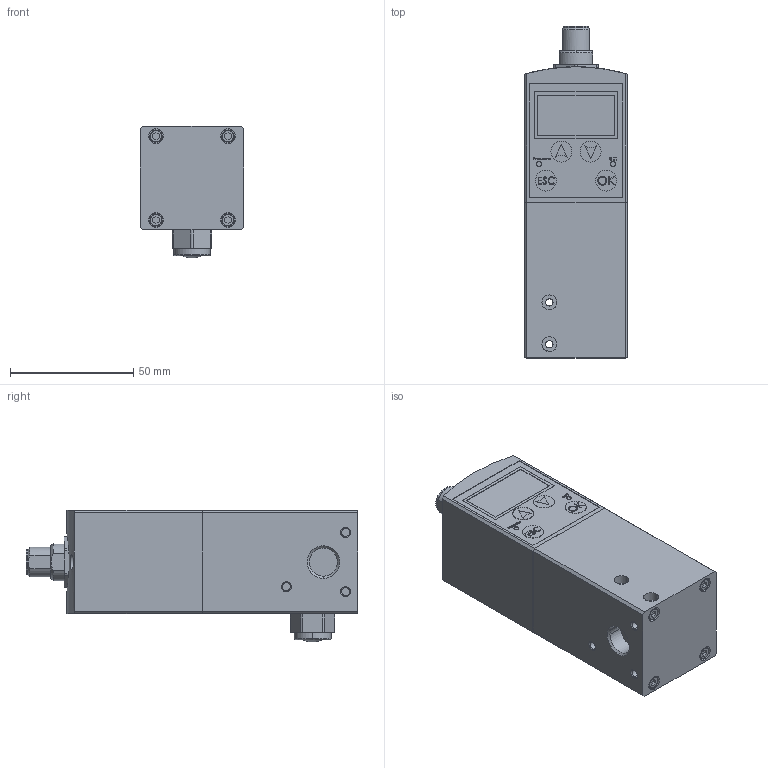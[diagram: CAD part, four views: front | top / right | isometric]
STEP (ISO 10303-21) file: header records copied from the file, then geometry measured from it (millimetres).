
FILE_DESCRIPTION (( 'STEP AP214' ), '1' );
FILE_NAME ('5522500U.STEP', '2023-05-16T00:05:02', ( '' ), ( '' ), 'SwSTEP 2.0', 'SolidWorks 2021', '' );
FILE_SCHEMA (( 'AUTOMOTIVE_DESIGN' ));
Length unit declared in the file: inch
Products named in the file (1): 5522500U
Bounding box: 42 x 134.5 x 53.29 mm (x, y, z)
Volume: 206767.1 mm3; surface area: 27245.8 mm2
Topology: 1 solids, 1 shells, 538 faces, 1344 edges, 883 vertices
Faces by surface type: cylinder 248, plane 243, cone 32, bspline 15
Entity records: 16714 total; most frequent: CARTESIAN_POINT 3392, DIRECTION 2903, ORIENTED_EDGE 2688, EDGE_CURVE 1344, AXIS2_PLACEMENT_3D 1068, VERTEX_POINT 883, LINE 767, VECTOR 767
